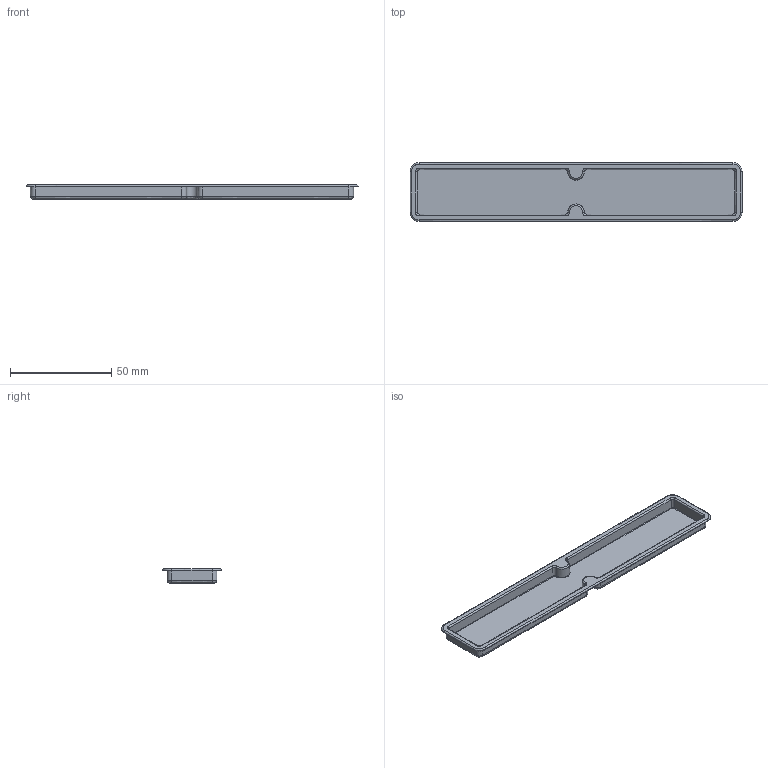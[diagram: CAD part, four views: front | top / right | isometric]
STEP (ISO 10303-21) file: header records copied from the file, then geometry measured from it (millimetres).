
FILE_DESCRIPTION(/* description */ (''),/* implementation_level */ '2;1');
FILE_NAME(/* name */ 'Brush Holder.step',/* time_stamp */ '2021-04-18T16:33:05+08:00',/* author */ (''),/* organization */ (''),/* preprocessor_version */ 'ST-DEVELOPER v18.1',/* originating_system */ 'Autodesk Translation Framework v10.6.0.1341',/* authorisation */ '');
FILE_SCHEMA (('AUTOMOTIVE_DESIGN { 1 0 10303 214 3 1 1 }'));
Length unit declared in the file: millimetre
Products named in the file (1): LubeStation45
Bounding box: 164 x 29 x 7 mm (x, y, z)
Volume: 7864.2 mm3; surface area: 13756.8 mm2
Topology: 1 solids, 1 shells, 100 faces, 232 edges, 136 vertices
Faces by surface type: bspline 56, cylinder 24, plane 20
Entity records: 5237 total; most frequent: CARTESIAN_POINT 3424, ORIENTED_EDGE 464, EDGE_CURVE 232, B_SPLINE_CURVE_WITH_KNOTS 168, DIRECTION 168, VERTEX_POINT 136, EDGE_LOOP 102, FACE_OUTER_BOUND 100
